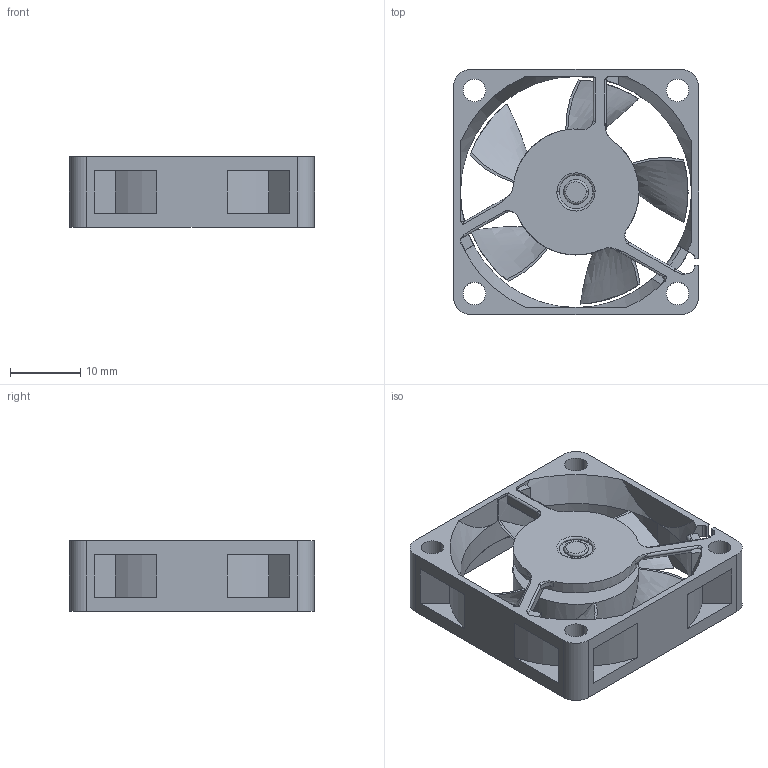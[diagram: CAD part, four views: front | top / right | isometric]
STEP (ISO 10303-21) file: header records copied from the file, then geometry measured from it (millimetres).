
FILE_DESCRIPTION((''),'2;1');
FILE_NAME('ASM0001_ASM','2013-10-05T',('DINGGUO.XU'),(''),'PRO/ENGINEER BY PARAMETRIC TECHNOLOGY CORPORATION, 2012480','PRO/ENGINEER BY PARAMETRIC TECHNOLOGY CORPORATION, 2012480','');
FILE_SCHEMA(('CONFIG_CONTROL_DESIGN'));
Length unit declared in the file: millimetre
Products named in the file (3): PRT0001; IMPELLER; ASM0001_ASM
Assembly tree (2 placements, depth 2):
  ASM0001_ASM
    PRT0001
    IMPELLER
Bounding box: 35 x 35 x 10 mm (x, y, z)
Volume: 4649 mm3; surface area: 5891.2 mm2
Topology: 2 solids, 2 shells, 213 faces, 597 edges, 394 vertices
Faces by surface type: plane 101, cylinder 63, bspline 29, cone 11, torus 9
Entity records: 12702 total; most frequent: CARTESIAN_POINT 7368, ORIENTED_EDGE 1188, DIRECTION 982, EDGE_CURVE 594, VERTEX_POINT 394, AXIS2_PLACEMENT_3D 365, VECTOR 252, LINE 252
